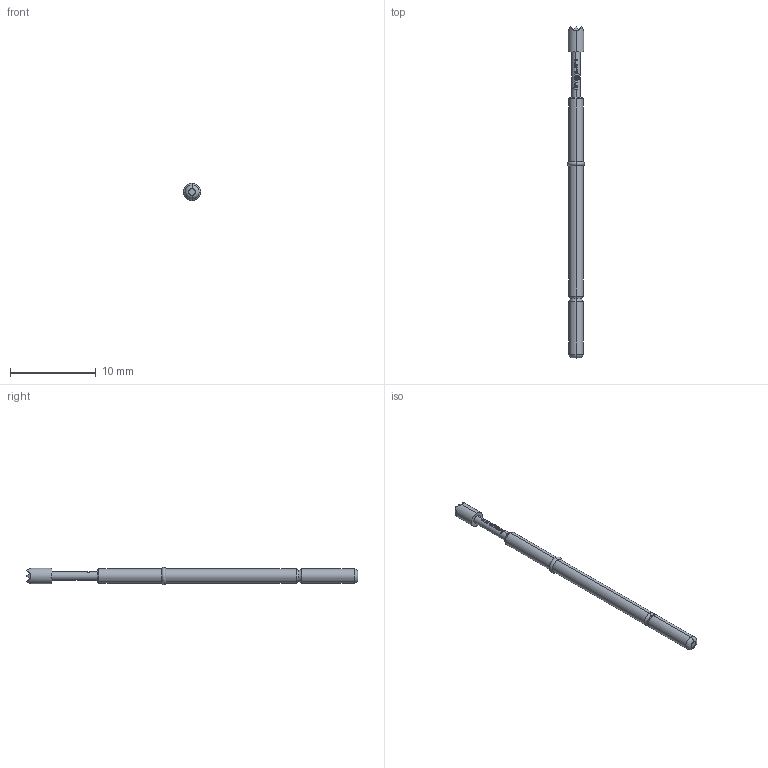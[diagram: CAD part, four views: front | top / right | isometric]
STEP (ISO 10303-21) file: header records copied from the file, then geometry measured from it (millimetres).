
FILE_DESCRIPTION (( 'STEP AP203' ), '1' );
FILE_NAME ('INGUN_GKS-112_306_180_R_xx08.STEP', '2020-08-21T07:56:39', ( '' ), ( '' ), 'SwSTEP 2.0', 'SolidWorks 2018', '' );
FILE_SCHEMA (( 'CONFIG_CONTROL_DESIGN' ));
Length unit declared in the file: millimetre
Products named in the file (1): INGUN_GKS-112_306_180_R_xx08
Bounding box: 2 x 38.7 x 2 mm (x, y, z)
Volume: 75.7 mm3; surface area: 199.2 mm2
Topology: 1 solids, 1 shells, 131 faces, 335 edges, 209 vertices
Faces by surface type: bspline 55, plane 46, cylinder 20, torus 8, cone 2
Entity records: 5034 total; most frequent: CARTESIAN_POINT 2439, ORIENTED_EDGE 670, EDGE_CURVE 335, DIRECTION 287, VERTEX_POINT 209, B_SPLINE_CURVE_WITH_KNOTS 204, EDGE_LOOP 134, ADVANCED_FACE 131
